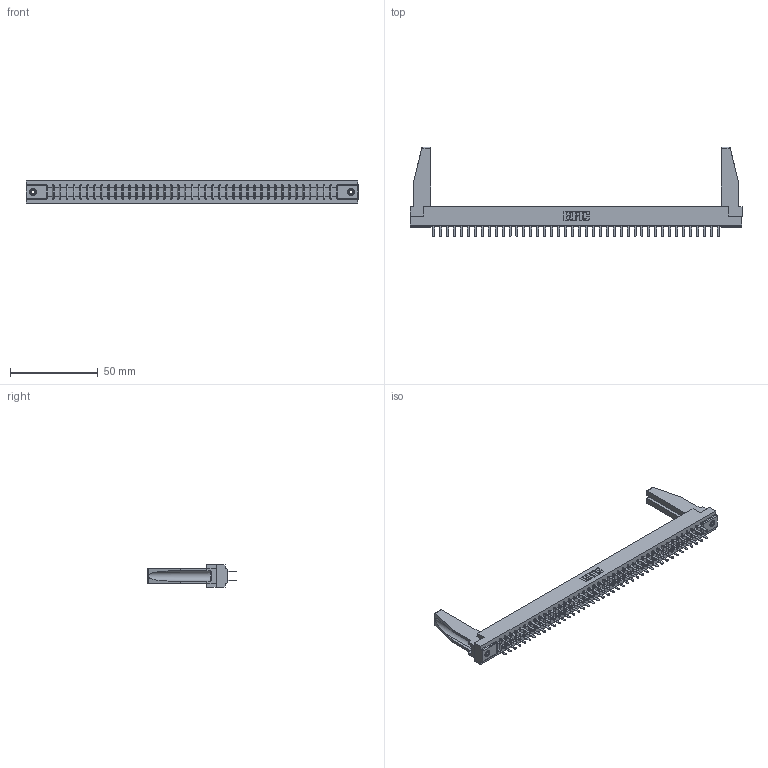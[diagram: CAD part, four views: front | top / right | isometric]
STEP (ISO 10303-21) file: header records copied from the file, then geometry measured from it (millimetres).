
FILE_DESCRIPTION (( 'STEP AP203' ), '1' );
FILE_NAME ('307-084-420-278.STEP', '2020-10-01T11:51:33', ( '' ), ( '' ), 'SwSTEP 2.0', 'SolidWorks 2020', '' );
FILE_SCHEMA (( 'CONFIG_CONTROL_DESIGN' ));
Length unit declared in the file: inch
Products named in the file (5): 345-250-001_345-250-001-102; 307-084-420-278; 307-290-001_520; 307-220-078; 307 Part_.156 Dia Mounting Holes
Assembly tree (89 placements, depth 2):
  307-084-420-278
    307 Part_.156 Dia Mounting Holes
    307-290-001_520  x84
    307-220-078  x2
    345-250-001_345-250-001-102  x2
Bounding box: 189.43 x 51.13 x 12.7 mm (x, y, z)
Volume: 24198.9 mm3; surface area: 28684.1 mm2
Topology: 89 solids, 89 shells, 4155 faces, 11573 edges, 7478 vertices
Faces by surface type: plane 2758, cylinder 1295, sphere 86, cone 12, torus 4
Entity records: 39757 total; most frequent: CARTESIAN_POINT 6512, ORIENTED_EDGE 6412, DIRECTION 6332, EDGE_CURVE 3206, LINE 2464, VECTOR 2464, VERTEX_POINT 2072, AXIS2_PLACEMENT_3D 1934
